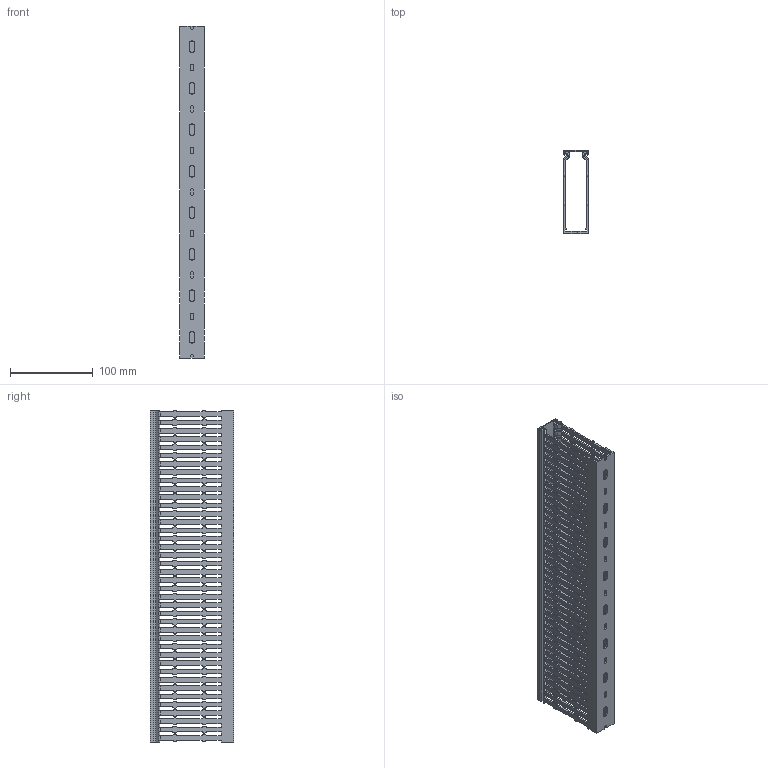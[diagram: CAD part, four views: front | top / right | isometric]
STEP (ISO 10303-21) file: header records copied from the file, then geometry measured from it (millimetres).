
FILE_DESCRIPTION (( 'STEP AP214' ), '1' );
FILE_NAME ('6132618_KSTP1.stp', '2025-10-28T13:27:23', ( '' ), ( '' ), 'SwSTEP 2.0', 'SolidWorks 2024', '' );
FILE_SCHEMA (( 'AUTOMOTIVE_DESIGN' ));
Length unit declared in the file: millimetre
Products named in the file (3): 214051_Standard; 6132618_KSTP1; 214053_Standard
Assembly tree (2 placements, depth 2):
  6132618_KSTP1
    214051_Standard
    214053_Standard
Bounding box: 30 x 100 x 400 mm (x, y, z)
Volume: 162118.9 mm3; surface area: 207978 mm2
Topology: 2 solids, 2 shells, 2436 faces, 7296 edges, 4864 vertices
Faces by surface type: plane 1270, cylinder 1166
Entity records: 88940 total; most frequent: CARTESIAN_POINT 22041, ORIENTED_EDGE 14592, DIRECTION 13870, EDGE_CURVE 7296, VERTEX_POINT 4864, LINE 4644, VECTOR 4644, AXIS2_PLACEMENT_3D 4613
